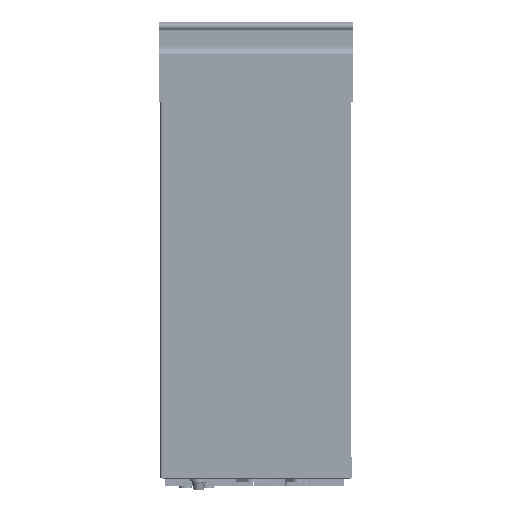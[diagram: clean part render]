
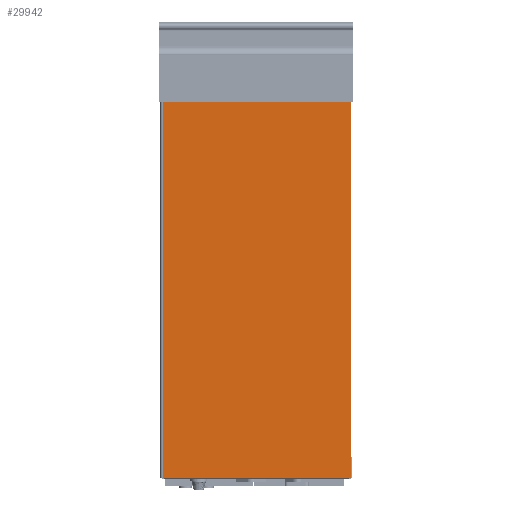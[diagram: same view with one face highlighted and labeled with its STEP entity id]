
A CAD part, left-side view. The second image highlights one B-rep face of the part: STEP entity #29942.
In plain terms, the highlighted face is planar.
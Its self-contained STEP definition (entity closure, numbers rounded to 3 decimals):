
#981 = VERTEX_POINT ( 'NONE', #9613 ) ;
#2410 = ORIENTED_EDGE ( 'NONE', *, *, #21351, .T. ) ;
#4566 = LINE ( 'NONE', #58359, #28624 ) ;
#4634 = CARTESIAN_POINT ( 'NONE',  ( 438., 172., 0. ) ) ;
#9613 = CARTESIAN_POINT ( 'NONE',  ( 438., 0., 0. ) ) ;
#12487 = CARTESIAN_POINT ( 'NONE',  ( 438., 0., 382. ) ) ;
#15374 = DIRECTION ( 'NONE',  ( 0., -1., 0. ) ) ;
#17668 = ORIENTED_EDGE ( 'NONE', *, *, #75306, .F. ) ;
#19418 = LINE ( 'NONE', #79008, #37941 ) ;
#21175 = LINE ( 'NONE', #87867, #27702 ) ;
#21351 = EDGE_CURVE ( 'NONE', #41420, #58722, #4566, .T. ) ;
#22794 = CARTESIAN_POINT ( 'NONE',  ( 438., 0., 382. ) ) ;
#26157 = AXIS2_PLACEMENT_3D ( 'NONE', #58837, #58416, #38423 ) ;
#27702 = VECTOR ( 'NONE', #15374, 1000. ) ;
#28624 = VECTOR ( 'NONE', #31710, 1000. ) ;
#29942 = ADVANCED_FACE ( 'NONE', ( #66392 ), #79292, .T. ) ;
#31710 = DIRECTION ( 'NONE',  ( 0., -1., 0. ) ) ;
#37941 = VECTOR ( 'NONE', #53167, 1000. ) ;
#38423 = DIRECTION ( 'NONE',  ( 0., 1., 0. ) ) ;
#40724 = CARTESIAN_POINT ( 'NONE',  ( 438., 172., 382. ) ) ;
#41420 = VERTEX_POINT ( 'NONE', #40724 ) ;
#50305 = DIRECTION ( 'NONE',  ( 0., 0., -1. ) ) ;
#52380 = ORIENTED_EDGE ( 'NONE', *, *, #68506, .F. ) ;
#53167 = DIRECTION ( 'NONE',  ( 0., 0., -1. ) ) ;
#58359 = CARTESIAN_POINT ( 'NONE',  ( 438., 174., 382. ) ) ;
#58416 = DIRECTION ( 'NONE',  ( 1., 0., 0. ) ) ;
#58722 = VERTEX_POINT ( 'NONE', #12487 ) ;
#58837 = CARTESIAN_POINT ( 'NONE',  ( 438., 174., 382. ) ) ;
#58861 = VECTOR ( 'NONE', #50305, 1000. ) ;
#65148 = EDGE_CURVE ( 'NONE', #58722, #981, #76565, .T. ) ;
#66392 = FACE_OUTER_BOUND ( 'NONE', #72444, .T. ) ;
#67597 = VERTEX_POINT ( 'NONE', #4634 ) ;
#68506 = EDGE_CURVE ( 'NONE', #41420, #67597, #19418, .T. ) ;
#72444 = EDGE_LOOP ( 'NONE', ( #17668, #52380, #2410, #72490 ) ) ;
#72490 = ORIENTED_EDGE ( 'NONE', *, *, #65148, .T. ) ;
#75306 = EDGE_CURVE ( 'NONE', #67597, #981, #21175, .T. ) ;
#76565 = LINE ( 'NONE', #22794, #58861 ) ;
#79008 = CARTESIAN_POINT ( 'NONE',  ( 438., 172., 382. ) ) ;
#79292 = PLANE ( 'NONE',  #26157 ) ;
#87867 = CARTESIAN_POINT ( 'NONE',  ( 438., 174., 0. ) ) ;
